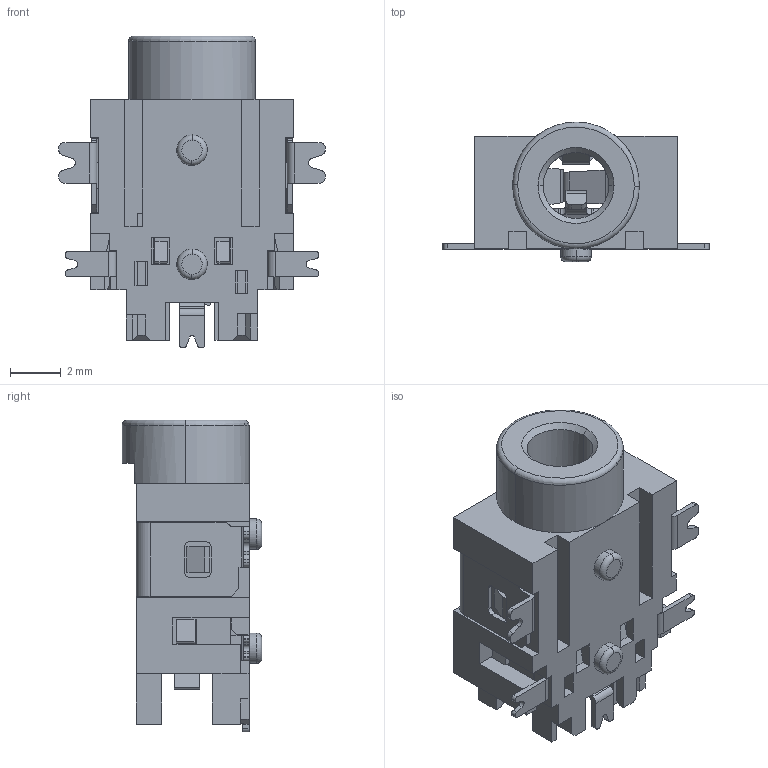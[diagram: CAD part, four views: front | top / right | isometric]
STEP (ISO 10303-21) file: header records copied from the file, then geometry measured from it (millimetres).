
FILE_DESCRIPTION (( 'STEP AP214' ), '1' );
FILE_NAME ('CUI_DEVICES_SJ1-42534-SMT-TR.step', '2023-06-23T15:34:11', ( '' ), ( '' ), 'SwSTEP 2.0', 'SolidWorks 2023', '' );
FILE_SCHEMA (( 'AUTOMOTIVE_DESIGN' ));
Length unit declared in the file: millimetre
Products named in the file (1): CUI_DEVICES_SJ1-42534-SMT-TR
Bounding box: 10.5 x 5.5 x 12.3 mm (x, y, z)
Volume: 188.3 mm3; surface area: 914.2 mm2
Topology: 2 solids, 2 shells, 577 faces, 1682 edges, 1102 vertices
Faces by surface type: plane 429, cylinder 140, torus 6, cone 2
Entity records: 18991 total; most frequent: CARTESIAN_POINT 3513, ORIENTED_EDGE 3364, DIRECTION 3081, EDGE_CURVE 1682, LINE 1357, VECTOR 1357, VERTEX_POINT 1102, AXIS2_PLACEMENT_3D 862
